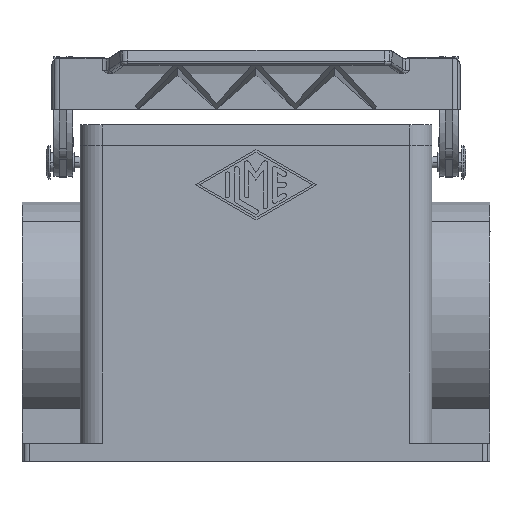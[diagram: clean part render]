
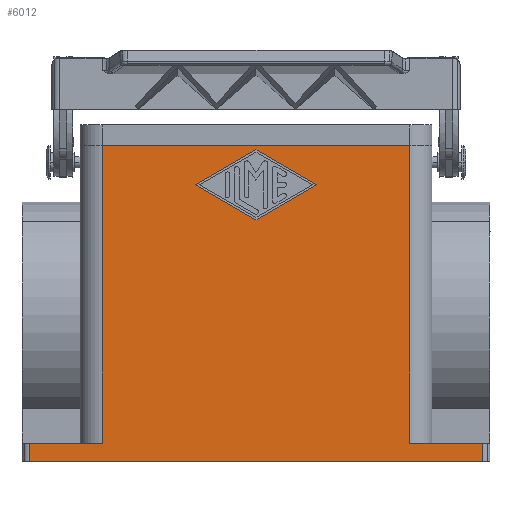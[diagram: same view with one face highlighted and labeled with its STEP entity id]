
A CAD part, front view. The second image highlights one B-rep face of the part: STEP entity #6012.
In plain terms, the highlighted planar face has unit normal (0, -1, 0).
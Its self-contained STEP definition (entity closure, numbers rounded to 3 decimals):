
#311=CARTESIAN_POINT('',(-60.5,-42.0,-55.0));
#312=VERTEX_POINT('',#311);
#320=CARTESIAN_POINT('',(-60.5,-42.0,-50.0));
#321=VERTEX_POINT('',#320);
#322=CARTESIAN_POINT('',(-60.5,-42.0,-55.0));
#323=DIRECTION('',(0.0,0.0,1.0));
#324=VECTOR('',#323,5.0);
#325=LINE('',#322,#324);
#326=EDGE_CURVE('',#312,#321,#325,.T.);
#5179=CARTESIAN_POINT('',(-16.25,-42.0,19.0));
#5180=VERTEX_POINT('',#5179);
#5187=CARTESIAN_POINT('',(0.,-42.0,9.625));
#5188=VERTEX_POINT('',#5187);
#5189=CARTESIAN_POINT('',(0.,-42.0,9.625));
#5190=DIRECTION('',(-0.866,0.0,0.5));
#5191=VECTOR('',#5190,18.76);
#5192=LINE('',#5189,#5191);
#5193=EDGE_CURVE('',#5188,#5180,#5192,.T.);
#5218=CARTESIAN_POINT('',(16.25,-42.0,19.0));
#5219=VERTEX_POINT('',#5218);
#5220=CARTESIAN_POINT('',(16.25,-42.0,19.0));
#5221=DIRECTION('',(-0.866,0.0,-0.5));
#5222=VECTOR('',#5221,18.76);
#5223=LINE('',#5220,#5222);
#5224=EDGE_CURVE('',#5219,#5188,#5223,.T.);
#5249=CARTESIAN_POINT('',(0.,-42.0,28.375));
#5250=VERTEX_POINT('',#5249);
#5251=CARTESIAN_POINT('',(0.,-42.0,28.375));
#5252=DIRECTION('',(0.866,0.0,-0.5));
#5253=VECTOR('',#5252,18.76);
#5254=LINE('',#5251,#5253);
#5255=EDGE_CURVE('',#5250,#5219,#5254,.T.);
#5278=CARTESIAN_POINT('',(-16.25,-42.0,19.0));
#5279=DIRECTION('',(0.866,0.0,0.5));
#5280=VECTOR('',#5279,18.76);
#5281=LINE('',#5278,#5280);
#5282=EDGE_CURVE('',#5180,#5250,#5281,.T.);
#5944=CARTESIAN_POINT('',(62.5,-42.,-55.0));
#5945=DIRECTION('',(0.0,-1.0,0.0));
#5946=DIRECTION('',(0.0,0.0,-1.0));
#5947=AXIS2_PLACEMENT_3D('',#5944,#5945,#5946);
#5948=PLANE('',#5947);
#5949=CARTESIAN_POINT('',(-41.,-42.0,-50.0));
#5950=VERTEX_POINT('',#5949);
#5951=CARTESIAN_POINT('',(-41.,-42.0,-50.0));
#5952=DIRECTION('',(-1.0,0.0,0.0));
#5953=VECTOR('',#5952,19.5);
#5954=LINE('',#5951,#5953);
#5955=EDGE_CURVE('',#5950,#321,#5954,.T.);
#5956=ORIENTED_EDGE('',*,*,#5955,.T.);
#5957=ORIENTED_EDGE('',*,*,#326,.F.);
#5958=CARTESIAN_POINT('',(60.5,-42.,-55.0));
#5959=VERTEX_POINT('',#5958);
#5960=CARTESIAN_POINT('',(60.5,-42.,-55.0));
#5961=DIRECTION('',(-1.0,0.0,0.0));
#5962=VECTOR('',#5961,121.);
#5963=LINE('',#5960,#5962);
#5964=EDGE_CURVE('',#5959,#312,#5963,.T.);
#5965=ORIENTED_EDGE('',*,*,#5964,.F.);
#5966=CARTESIAN_POINT('',(60.5,-42.,-50.0));
#5967=VERTEX_POINT('',#5966);
#5968=CARTESIAN_POINT('',(60.5,-42.,-50.0));
#5969=DIRECTION('',(0.0,0.0,-1.0));
#5970=VECTOR('',#5969,5.0);
#5971=LINE('',#5968,#5970);
#5972=EDGE_CURVE('',#5967,#5959,#5971,.T.);
#5973=ORIENTED_EDGE('',*,*,#5972,.F.);
#5974=CARTESIAN_POINT('',(41.,-42.,-50.0));
#5975=VERTEX_POINT('',#5974);
#5976=CARTESIAN_POINT('',(60.5,-42.,-50.0));
#5977=DIRECTION('',(-1.0,0.0,0.0));
#5978=VECTOR('',#5977,19.5);
#5979=LINE('',#5976,#5978);
#5980=EDGE_CURVE('',#5967,#5975,#5979,.T.);
#5981=ORIENTED_EDGE('',*,*,#5980,.T.);
#5982=CARTESIAN_POINT('',(41.,-42.0,29.5));
#5983=VERTEX_POINT('',#5982);
#5984=CARTESIAN_POINT('',(41.,-42.,-50.0));
#5985=DIRECTION('',(0.0,0.0,1.0));
#5986=VECTOR('',#5985,79.5);
#5987=LINE('',#5984,#5986);
#5988=EDGE_CURVE('',#5975,#5983,#5987,.T.);
#5989=ORIENTED_EDGE('',*,*,#5988,.T.);
#5990=CARTESIAN_POINT('',(-41.,-42.0,29.5));
#5991=VERTEX_POINT('',#5990);
#5992=CARTESIAN_POINT('',(41.,-42.0,29.5));
#5993=DIRECTION('',(-1.0,0.0,0.0));
#5994=VECTOR('',#5993,82.);
#5995=LINE('',#5992,#5994);
#5996=EDGE_CURVE('',#5983,#5991,#5995,.T.);
#5997=ORIENTED_EDGE('',*,*,#5996,.T.);
#5998=CARTESIAN_POINT('',(-41.,-42.0,-50.0));
#5999=DIRECTION('',(0.0,0.0,1.0));
#6000=VECTOR('',#5999,79.5);
#6001=LINE('',#5998,#6000);
#6002=EDGE_CURVE('',#5950,#5991,#6001,.T.);
#6003=ORIENTED_EDGE('',*,*,#6002,.F.);
#6004=EDGE_LOOP('',(#5956,#5957,#5965,#5973,#5981,#5989,#5997,#6003));
#6005=FACE_OUTER_BOUND('',#6004,.T.);
#6006=ORIENTED_EDGE('',*,*,#5193,.T.);
#6007=ORIENTED_EDGE('',*,*,#5282,.T.);
#6008=ORIENTED_EDGE('',*,*,#5255,.T.);
#6009=ORIENTED_EDGE('',*,*,#5224,.T.);
#6010=EDGE_LOOP('',(#6006,#6007,#6008,#6009));
#6011=FACE_BOUND('',#6010,.T.);
#6012=ADVANCED_FACE('',(#6005,#6011),#5948,.T.);
